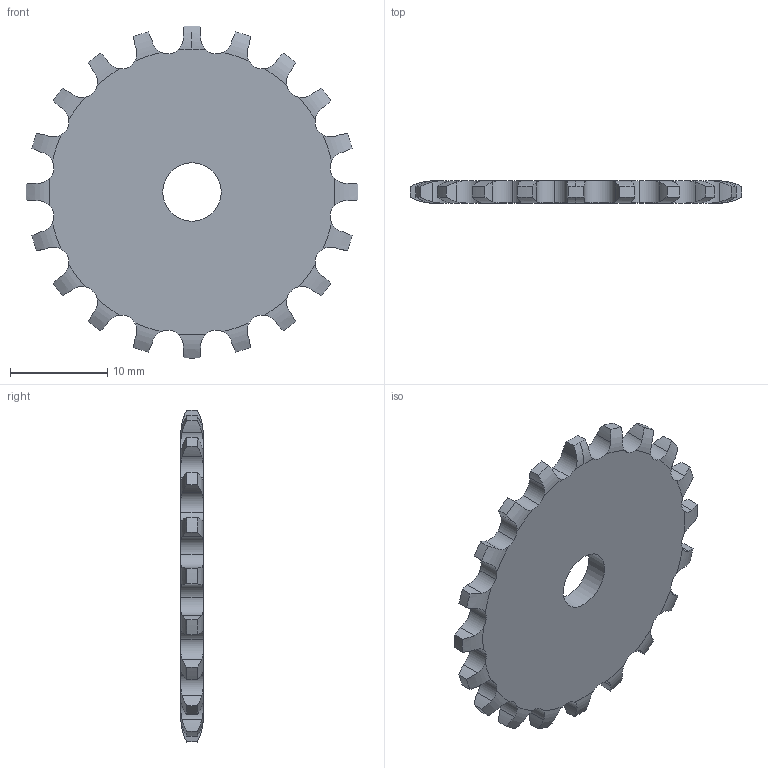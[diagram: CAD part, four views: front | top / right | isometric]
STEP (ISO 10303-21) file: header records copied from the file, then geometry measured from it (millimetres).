
FILE_DESCRIPTION(('FreeCAD Model'),'2;1');
FILE_NAME('Open CASCADE Shape Model','2021-12-27T16:24:49',('FreeCAD'),( 'FreeCAD'),'Open CASCADE STEP processor 7.4','FreeCAD','Unknown');
FILE_SCHEMA(('AUTOMOTIVE_DESIGN { 1 0 10303 214 1 1 1 1 }'));
Length unit declared in the file: millimetre
Products named in the file (1): Open CASCADE STEP translator 7.4 99
Bounding box: 34.1 x 2.3 x 34.1 mm (x, y, z)
Volume: 1652 mm3; surface area: 1836 mm2
Topology: 1 solids, 1 shells, 145 faces, 469 edges, 326 vertices
Faces by surface type: cylinder 101, revolution 42, plane 2
Full cylindrical faces by diameter (mm): 6 x1
Entity records: 17119 total; most frequent: CARTESIAN_POINT 8659, DIRECTION 1386, ORIENTED_EDGE 938, PCURVE 938, DEFINITIONAL_REPRESENTATION 938, LINE 555, VECTOR 555, B_SPLINE_CURVE_WITH_KNOTS 480
